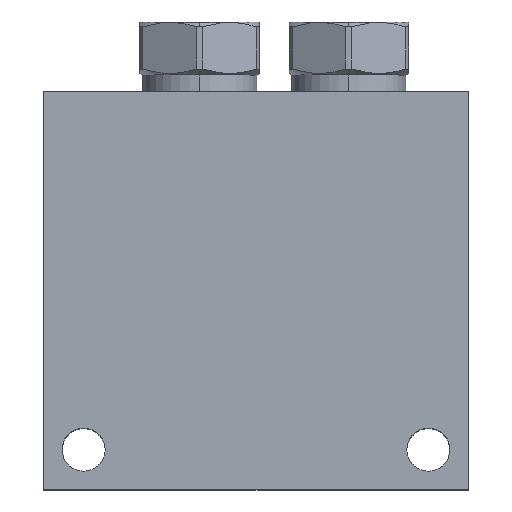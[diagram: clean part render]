
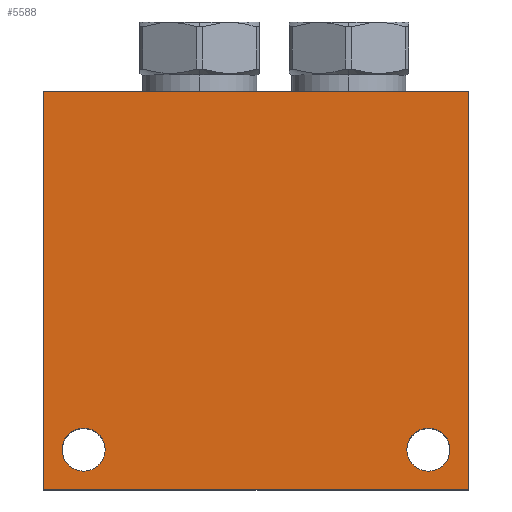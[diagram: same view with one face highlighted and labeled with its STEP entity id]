
A CAD part, top view. The second image highlights one B-rep face of the part: STEP entity #5588.
In plain terms, the highlighted planar face has unit normal (0, 0, 1).
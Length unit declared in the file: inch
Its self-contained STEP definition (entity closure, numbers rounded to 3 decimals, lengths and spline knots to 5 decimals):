
#183=DIRECTION('',(0.,-1.,0.));
#184=VECTOR('',#183,3.75);
#185=CARTESIAN_POINT('',(0.,0.,3.));
#186=LINE('',#185,#184);
#187=DIRECTION('',(-1.,0.,0.));
#188=VECTOR('',#187,4.);
#189=CARTESIAN_POINT('',(4.,0.,3.));
#190=LINE('',#189,#188);
#191=DIRECTION('',(0.,1.,0.));
#192=VECTOR('',#191,3.75);
#193=CARTESIAN_POINT('',(4.,-3.75,3.));
#194=LINE('',#193,#192);
#195=DIRECTION('',(1.,0.,0.));
#196=VECTOR('',#195,4.);
#197=CARTESIAN_POINT('',(0.,-3.75,3.));
#198=LINE('',#197,#196);
#199=CARTESIAN_POINT('',(0.375,-3.375,3.));
#200=DIRECTION('',(0.,0.,-1.));
#201=DIRECTION('',(-1.,0.,0.));
#202=AXIS2_PLACEMENT_3D('',#199,#200,#201);
#204=CARTESIAN_POINT('',(0.375,-3.375,3.));
#205=DIRECTION('',(0.,0.,-1.));
#206=DIRECTION('',(1.,0.,0.));
#207=AXIS2_PLACEMENT_3D('',#204,#205,#206);
#209=CARTESIAN_POINT('',(3.625,-3.375,3.));
#210=DIRECTION('',(0.,0.,-1.));
#211=DIRECTION('',(-1.,0.,0.));
#212=AXIS2_PLACEMENT_3D('',#209,#210,#211);
#214=CARTESIAN_POINT('',(3.625,-3.375,3.));
#215=DIRECTION('',(0.,0.,-1.));
#216=DIRECTION('',(1.,0.,0.));
#217=AXIS2_PLACEMENT_3D('',#214,#215,#216);
#4756=CARTESIAN_POINT('',(0.,0.,3.));
#4757=CARTESIAN_POINT('',(0.,-3.75,3.));
#4758=VERTEX_POINT('',#4756);
#4759=VERTEX_POINT('',#4757);
#4760=CARTESIAN_POINT('',(4.,-3.75,3.));
#4761=VERTEX_POINT('',#4760);
#4762=CARTESIAN_POINT('',(4.,0.,3.));
#4763=VERTEX_POINT('',#4762);
#4764=CARTESIAN_POINT('',(0.172,-3.375,3.));
#4765=CARTESIAN_POINT('',(0.578,-3.375,3.));
#4766=VERTEX_POINT('',#4764);
#4767=VERTEX_POINT('',#4765);
#4768=CARTESIAN_POINT('',(3.422,-3.375,3.));
#4769=CARTESIAN_POINT('',(3.828,-3.375,3.));
#4770=VERTEX_POINT('',#4768);
#4771=VERTEX_POINT('',#4769);
#5565=CARTESIAN_POINT('',(0.,0.,3.));
#5566=DIRECTION('',(0.,0.,1.));
#5567=DIRECTION('',(1.,0.,0.));
#5568=AXIS2_PLACEMENT_3D('',#5565,#5566,#5567);
#5569=PLANE('',#5568);
#5570=ORIENTED_EDGE('',*,*,#5445,.F.);
#5571=ORIENTED_EDGE('',*,*,#5484,.F.);
#5572=ORIENTED_EDGE('',*,*,#5522,.F.);
#5573=ORIENTED_EDGE('',*,*,#5553,.F.);
#5574=EDGE_LOOP('',(#5570,#5571,#5572,#5573));
#5575=FACE_OUTER_BOUND('',#5574,.F.);
#5577=ORIENTED_EDGE('',*,*,#5576,.F.);
#5579=ORIENTED_EDGE('',*,*,#5578,.F.);
#5580=EDGE_LOOP('',(#5577,#5579));
#5581=FACE_BOUND('',#5580,.F.);
#5583=ORIENTED_EDGE('',*,*,#5582,.F.);
#5585=ORIENTED_EDGE('',*,*,#5584,.F.);
#5586=EDGE_LOOP('',(#5583,#5585));
#5587=FACE_BOUND('',#5586,.F.);
#5588=ADVANCED_FACE('',(#5575,#5581,#5587),#5569,.T.);
#203=CIRCLE('',#202,0.203);
#208=CIRCLE('',#207,0.203);
#213=CIRCLE('',#212,0.203);
#218=CIRCLE('',#217,0.203);
#5445=EDGE_CURVE('',#4758,#4759,#186,.T.);
#5484=EDGE_CURVE('',#4763,#4758,#190,.T.);
#5522=EDGE_CURVE('',#4761,#4763,#194,.T.);
#5553=EDGE_CURVE('',#4759,#4761,#198,.T.);
#5576=EDGE_CURVE('',#4766,#4767,#203,.T.);
#5578=EDGE_CURVE('',#4767,#4766,#208,.T.);
#5582=EDGE_CURVE('',#4770,#4771,#213,.T.);
#5584=EDGE_CURVE('',#4771,#4770,#218,.T.);
